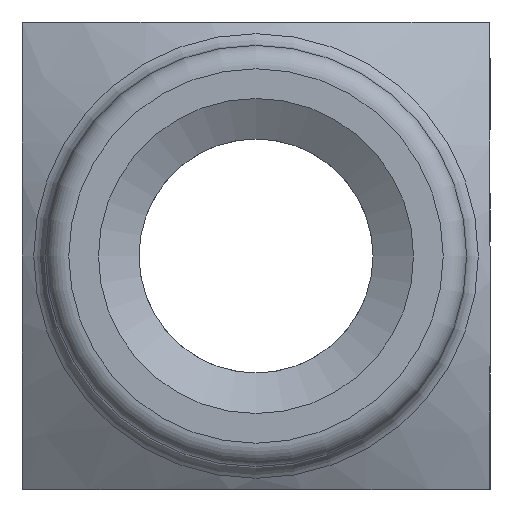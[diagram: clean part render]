
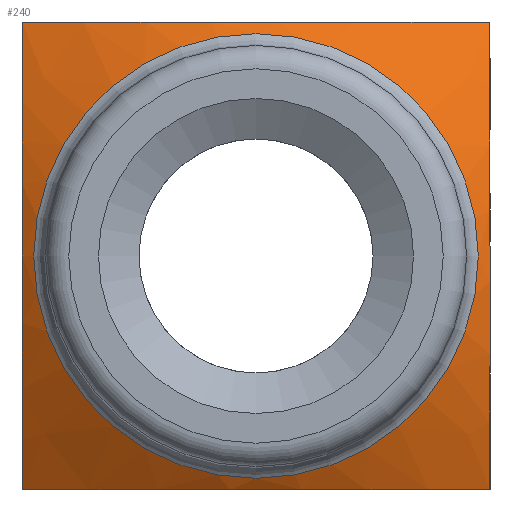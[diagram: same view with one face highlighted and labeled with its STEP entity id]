
A CAD part, front view. The second image highlights one B-rep face of the part: STEP entity #240.
In plain terms, the highlighted conical face has half-angle 60 degrees and reference radius 4.5 mm.
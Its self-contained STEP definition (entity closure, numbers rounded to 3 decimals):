
#5 = EDGE_CURVE ( 'NONE', #591, #528, #852, .T. ) ;
#10 = CARTESIAN_POINT ( 'NONE',  ( -3.39, -11.637, 5. ) ) ;
#12 = EDGE_CURVE ( 'NONE', #528, #665, #329, .T. ) ;
#16 = CARTESIAN_POINT ( 'NONE',  ( 1.725, -12.054, 5. ) ) ;
#21 = CARTESIAN_POINT ( 'NONE',  ( 5., -12.211, -0.216 ) ) ;
#22 = CARTESIAN_POINT ( 'NONE',  ( -5., -11.964, 2.146 ) ) ;
#72 = CARTESIAN_POINT ( 'NONE',  ( 2.146, -11.964, 5. ) ) ;
#75 = CARTESIAN_POINT ( 'NONE',  ( 4.201, -11.342, 5. ) ) ;
#79 = CARTESIAN_POINT ( 'NONE',  ( -5., -11.342, -4.201 ) ) ;
#81 = CARTESIAN_POINT ( 'NONE',  ( -0.216, -12.211, -5. ) ) ;
#85 = CARTESIAN_POINT ( 'NONE',  ( 5., -11.968, 2.131 ) ) ;
#88 = CARTESIAN_POINT ( 'NONE',  ( -5., -11.016, 5. ) ) ;
#91 = CARTESIAN_POINT ( 'NONE',  ( 5., -12.203, -0.432 ) ) ;
#141 = FACE_BOUND ( 'NONE', #534, .T. ) ;
#148 = CARTESIAN_POINT ( 'NONE',  ( -0.856, -12.179, 5. ) ) ;
#151 = CARTESIAN_POINT ( 'NONE',  ( -5., -12.147, 1.082 ) ) ;
#156 = CARTESIAN_POINT ( 'NONE',  ( -5., -11.016, -5. ) ) ;
#164 = CARTESIAN_POINT ( 'NONE',  ( 0.429, -12.211, -5. ) ) ;
#166 = CARTESIAN_POINT ( 'NONE',  ( 0.856, -12.179, -5. ) ) ;
#169 = AXIS2_PLACEMENT_3D ( 'NONE', #410, #605, #675 ) ;
#198 = CARTESIAN_POINT ( 'NONE',  ( 5., -11.016, 5. ) ) ;
#202 = CARTESIAN_POINT ( 'NONE',  ( -4.201, -11.342, 5. ) ) ;
#205 = EDGE_CURVE ( 'NONE', #247, #247, #811, .T. ) ;
#208 = CARTESIAN_POINT ( 'NONE',  ( -5., -11.342, 4.201 ) ) ;
#212 = CARTESIAN_POINT ( 'NONE',  ( -1.082, -12.147, -5. ) ) ;
#213 = CARTESIAN_POINT ( 'NONE',  ( 0.432, -12.203, 5. ) ) ;
#222 = CARTESIAN_POINT ( 'NONE',  ( 5., -11.016, -5. ) ) ;
#226 = CARTESIAN_POINT ( 'NONE',  ( 5., -11.964, -2.146 ) ) ;
#240 = ADVANCED_FACE ( 'NONE', ( #141, #800 ), #447, .T. ) ;
#247 = VERTEX_POINT ( 'NONE', #567 ) ;
#249 = CARTESIAN_POINT ( 'NONE',  ( 5., -11.016, 5. ) ) ;
#265 = CARTESIAN_POINT ( 'NONE',  ( -5., -12.211, 0.216 ) ) ;
#273 = CARTESIAN_POINT ( 'NONE',  ( 3.392, -11.636, 5. ) ) ;
#276 = CARTESIAN_POINT ( 'NONE',  ( 5., -11.016, -5. ) ) ;
#282 = CARTESIAN_POINT ( 'NONE',  ( -5., -12.171, 0.864 ) ) ;
#285 = CARTESIAN_POINT ( 'NONE',  ( 5., -12.147, -1.082 ) ) ;
#329 = B_SPLINE_CURVE_WITH_KNOTS ( 'NONE', 3,
 ( #88, #202, #10, #548, #678, #148, #742, #674, #213, #473, #615, #16, #72, #273, #75, #544 ),
 .UNSPECIFIED., .F., .F.,
 ( 4, 2, 2, 2, 2, 2, 2, 4 ),
 ( 0.011, 0.014, 0.015, 0.017, 0.017, 0.018, 0.019, 0.022 ),
 .UNSPECIFIED. ) ;
#340 = CARTESIAN_POINT ( 'NONE',  ( -5., -11.968, -2.131 ) ) ;
#346 = CARTESIAN_POINT ( 'NONE',  ( -5., -12.057, -1.707 ) ) ;
#386 = EDGE_CURVE ( 'NONE', #665, #578, #416, .T. ) ;
#390 = CARTESIAN_POINT ( 'NONE',  ( 5., -11.016, -5. ) ) ;
#399 = ORIENTED_EDGE ( 'NONE', *, *, #5, .F. ) ;
#410 = CARTESIAN_POINT ( 'NONE',  ( 0., -12.5, 0. ) ) ;
#416 = B_SPLINE_CURVE_WITH_KNOTS ( 'NONE', 3,
 ( #249, #443, #497, #85, #656, #740, #759, #21, #91, #630, #285, #558, #226, #827, #686, #222 ),
 .UNSPECIFIED., .F., .F.,
 ( 4, 2, 2, 2, 2, 2, 2, 4 ),
 ( 0.011, 0.014, 0.015, 0.017, 0.017, 0.018, 0.019, 0.022 ),
 .UNSPECIFIED. ) ;
#421 = CARTESIAN_POINT ( 'NONE',  ( -0.432, -12.203, -5. ) ) ;
#430 = CARTESIAN_POINT ( 'NONE',  ( -1.725, -12.054, -5. ) ) ;
#443 = CARTESIAN_POINT ( 'NONE',  ( 5., -11.342, 4.201 ) ) ;
#447 = CONICAL_SURFACE ( 'NONE', #169, 4.5, 1.047 ) ;
#468 = ORIENTED_EDGE ( 'NONE', *, *, #12, .F. ) ;
#473 = CARTESIAN_POINT ( 'NONE',  ( 0.864, -12.171, 5. ) ) ;
#479 = EDGE_CURVE ( 'NONE', #578, #591, #568, .T. ) ;
#484 = CARTESIAN_POINT ( 'NONE',  ( -3.392, -11.636, -5. ) ) ;
#485 = CARTESIAN_POINT ( 'NONE',  ( -5., -11.016, 5. ) ) ;
#497 = CARTESIAN_POINT ( 'NONE',  ( 5., -11.637, 3.39 ) ) ;
#499 = EDGE_LOOP ( 'NONE', ( #399, #847, #792, #468 ) ) ;
#528 = VERTEX_POINT ( 'NONE', #777 ) ;
#534 = EDGE_LOOP ( 'NONE', ( #724 ) ) ;
#544 = CARTESIAN_POINT ( 'NONE',  ( 5., -11.016, 5. ) ) ;
#547 = CARTESIAN_POINT ( 'NONE',  ( 4.201, -11.342, -5. ) ) ;
#548 = CARTESIAN_POINT ( 'NONE',  ( -2.131, -11.968, 5. ) ) ;
#552 = CARTESIAN_POINT ( 'NONE',  ( -5., -11.637, -3.39 ) ) ;
#558 = CARTESIAN_POINT ( 'NONE',  ( 5., -12.054, -1.725 ) ) ;
#559 = CARTESIAN_POINT ( 'NONE',  ( 0., -12.356, 0. ) ) ;
#562 = DIRECTION ( 'NONE',  ( -1., 0., 0. ) ) ;
#567 = CARTESIAN_POINT ( 'NONE',  ( -4.75, -12.356, 0. ) ) ;
#568 = B_SPLINE_CURVE_WITH_KNOTS ( 'NONE', 3,
 ( #276, #547, #691, #768, #763, #166, #164, #81, #421, #820, #212, #430, #695, #484, #754, #156 ),
 .UNSPECIFIED., .F., .F.,
 ( 4, 2, 2, 2, 2, 2, 2, 4 ),
 ( 0.011, 0.014, 0.015, 0.017, 0.017, 0.018, 0.019, 0.022 ),
 .UNSPECIFIED. ) ;
#578 = VERTEX_POINT ( 'NONE', #390 ) ;
#591 = VERTEX_POINT ( 'NONE', #855 ) ;
#598 = AXIS2_PLACEMENT_3D ( 'NONE', #559, #773, #562 ) ;
#605 = DIRECTION ( 'NONE',  ( 0., 1., 0. ) ) ;
#611 = CARTESIAN_POINT ( 'NONE',  ( -5., -11.636, 3.392 ) ) ;
#615 = CARTESIAN_POINT ( 'NONE',  ( 1.082, -12.147, 5. ) ) ;
#630 = CARTESIAN_POINT ( 'NONE',  ( 5., -12.171, -0.864 ) ) ;
#656 = CARTESIAN_POINT ( 'NONE',  ( 5., -12.057, 1.707 ) ) ;
#665 = VERTEX_POINT ( 'NONE', #198 ) ;
#674 = CARTESIAN_POINT ( 'NONE',  ( 0.216, -12.211, 5. ) ) ;
#675 = DIRECTION ( 'NONE',  ( -1., 0., 0. ) ) ;
#678 = CARTESIAN_POINT ( 'NONE',  ( -1.707, -12.057, 5. ) ) ;
#681 = CARTESIAN_POINT ( 'NONE',  ( -5., -12.203, 0.432 ) ) ;
#686 = CARTESIAN_POINT ( 'NONE',  ( 5., -11.342, -4.201 ) ) ;
#687 = CARTESIAN_POINT ( 'NONE',  ( -5., -12.179, -0.856 ) ) ;
#691 = CARTESIAN_POINT ( 'NONE',  ( 3.39, -11.637, -5. ) ) ;
#695 = CARTESIAN_POINT ( 'NONE',  ( -2.146, -11.964, -5. ) ) ;
#724 = ORIENTED_EDGE ( 'NONE', *, *, #205, .T. ) ;
#740 = CARTESIAN_POINT ( 'NONE',  ( 5., -12.179, 0.856 ) ) ;
#742 = CARTESIAN_POINT ( 'NONE',  ( -0.429, -12.211, 5. ) ) ;
#747 = CARTESIAN_POINT ( 'NONE',  ( -5., -12.211, -0.429 ) ) ;
#754 = CARTESIAN_POINT ( 'NONE',  ( -4.201, -11.342, -5. ) ) ;
#755 = CARTESIAN_POINT ( 'NONE',  ( -5., -12.054, 1.725 ) ) ;
#759 = CARTESIAN_POINT ( 'NONE',  ( 5., -12.211, 0.429 ) ) ;
#763 = CARTESIAN_POINT ( 'NONE',  ( 1.707, -12.057, -5. ) ) ;
#768 = CARTESIAN_POINT ( 'NONE',  ( 2.131, -11.968, -5. ) ) ;
#773 = DIRECTION ( 'NONE',  ( 0., 1., 0. ) ) ;
#777 = CARTESIAN_POINT ( 'NONE',  ( -5., -11.016, 5. ) ) ;
#790 = CARTESIAN_POINT ( 'NONE',  ( -5., -11.016, -5. ) ) ;
#792 = ORIENTED_EDGE ( 'NONE', *, *, #386, .F. ) ;
#800 = FACE_OUTER_BOUND ( 'NONE', #499, .T. ) ;
#811 = CIRCLE ( 'NONE', #598, 4.75 ) ;
#820 = CARTESIAN_POINT ( 'NONE',  ( -0.864, -12.171, -5. ) ) ;
#827 = CARTESIAN_POINT ( 'NONE',  ( 5., -11.636, -3.392 ) ) ;
#847 = ORIENTED_EDGE ( 'NONE', *, *, #479, .F. ) ;
#852 = B_SPLINE_CURVE_WITH_KNOTS ( 'NONE', 3,
 ( #790, #79, #552, #340, #346, #687, #747, #265, #681, #282, #151, #755, #22, #611, #208, #485 ),
 .UNSPECIFIED., .F., .F.,
 ( 4, 2, 2, 2, 2, 2, 2, 4 ),
 ( 0.011, 0.014, 0.015, 0.017, 0.017, 0.018, 0.019, 0.022 ),
 .UNSPECIFIED. ) ;
#855 = CARTESIAN_POINT ( 'NONE',  ( -5., -11.016, -5. ) ) ;
